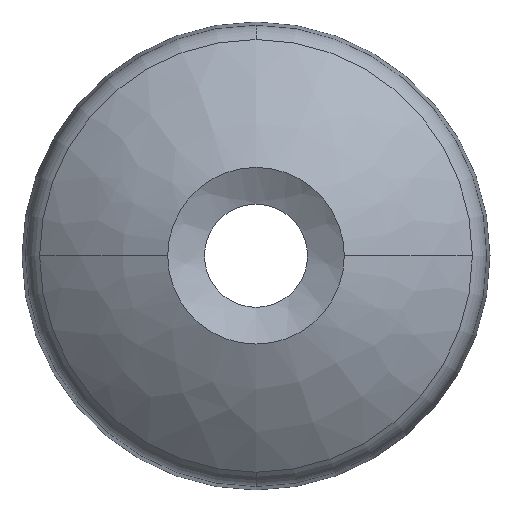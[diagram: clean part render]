
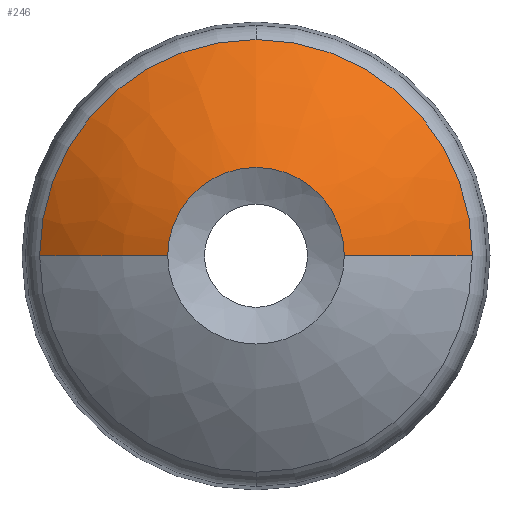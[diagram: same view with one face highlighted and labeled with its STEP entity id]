
A CAD part, top view. The second image highlights one B-rep face of the part: STEP entity #246.
In plain terms, the highlighted free-form (B-spline) face has degree [3, 3] with [4, 4] control points.
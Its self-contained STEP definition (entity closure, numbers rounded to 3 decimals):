
#2 = EDGE_CURVE ( 'NONE', #157, #328, #400, .T. ) ;
#13 = VERTEX_POINT ( 'NONE', #305 ) ;
#33 = CARTESIAN_POINT ( 'NONE',  ( 22.422, 44.845, 12.442 ) ) ;
#59 = AXIS2_PLACEMENT_3D ( 'NONE', #107, #317, #420 ) ;
#64 = VERTEX_POINT ( 'NONE', #188 ) ;
#73 = ORIENTED_EDGE ( 'NONE', *, *, #128, .F. ) ;
#82 = DIRECTION ( 'NONE',  ( 0., 1., 0. ) ) ;
#87 = CARTESIAN_POINT ( 'NONE',  ( -11.063, 0., -37.743 ) ) ;
#97 = EDGE_CURVE ( 'NONE', #13, #361, #121, .T. ) ;
#100 = CARTESIAN_POINT ( 'NONE',  ( -22.422, 0., 12.442 ) ) ;
#107 = CARTESIAN_POINT ( 'NONE',  ( 11.063, 0., -37.743 ) ) ;
#121 = CIRCLE ( 'NONE', #646, 60. ) ;
#128 = EDGE_CURVE ( 'NONE', #64, #13, #682, .T. ) ;
#144 = CARTESIAN_POINT ( 'NONE',  ( 0., 0., 18. ) ) ;
#147 = CARTESIAN_POINT ( 'NONE',  ( -16.997, 33.994, 15.665 ) ) ;
#157 = VERTEX_POINT ( 'NONE', #454 ) ;
#188 = CARTESIAN_POINT ( 'NONE',  ( 0., 27.277, 8.41 ) ) ;
#231 = AXIS2_PLACEMENT_3D ( 'NONE', #144, #501, #563 ) ;
#246 = ADVANCED_FACE ( 'NONE', ( #536 ), #281, .T. ) ;
#259 = CARTESIAN_POINT ( 'NONE',  ( 27.277, 54.553, 8.41 ) ) ;
#281 =( BOUNDED_SURFACE ( )  B_SPLINE_SURFACE ( 3, 3, ( 
 ( #471, #581, #259, #517 ),
 ( #100, #529, #33, #521 ),
 ( #297, #147, #525, #665 ),
 ( #464, #356, #304, #402 ) ),
 .UNSPECIFIED., .F., .F., .T. ) 
 B_SPLINE_SURFACE_WITH_KNOTS ( ( 4, 4 ),
 ( 4, 4 ),
 ( 0., 1. ),
 ( 0., 1. ),
 .UNSPECIFIED. ) 
 GEOMETRIC_REPRESENTATION_ITEM ( )  RATIONAL_B_SPLINE_SURFACE ( (
 ( 1., 0.333, 0.333, 1.),
 ( 0.992, 0.331, 0.331, 0.992),
 ( 0.992, 0.331, 0.331, 0.992),
 ( 1., 0.333, 0.333, 1.) ) ) 
 REPRESENTATION_ITEM ( '' )  SURFACE ( )  );
#295 = DIRECTION ( 'NONE',  ( 0., -1., 0. ) ) ;
#297 = CARTESIAN_POINT ( 'NONE',  ( -16.997, 0., 15.665 ) ) ;
#304 = CARTESIAN_POINT ( 'NONE',  ( 11.134, 22.268, 18. ) ) ;
#305 = CARTESIAN_POINT ( 'NONE',  ( 27.277, 0., 8.41 ) ) ;
#317 = DIRECTION ( 'NONE',  ( 0., 1., 0. ) ) ;
#328 = VERTEX_POINT ( 'NONE', #474 ) ;
#330 = AXIS2_PLACEMENT_3D ( 'NONE', #656, #340, #612 ) ;
#340 = DIRECTION ( 'NONE',  ( 0., 0., -1. ) ) ;
#356 = CARTESIAN_POINT ( 'NONE',  ( -11.134, 22.268, 18. ) ) ;
#361 = VERTEX_POINT ( 'NONE', #531 ) ;
#391 = DIRECTION ( 'NONE',  ( 0., 0., -1. ) ) ;
#392 = CIRCLE ( 'NONE', #330, 27.277 ) ;
#400 = CIRCLE ( 'NONE', #59, 60. ) ;
#402 = CARTESIAN_POINT ( 'NONE',  ( 11.134, 0., 18. ) ) ;
#420 = DIRECTION ( 'NONE',  ( -1., 0., 0. ) ) ;
#441 = EDGE_LOOP ( 'NONE', ( #446, #73, #497, #664, #479 ) ) ;
#446 = ORIENTED_EDGE ( 'NONE', *, *, #97, .F. ) ;
#454 = CARTESIAN_POINT ( 'NONE',  ( -27.277, 0., 8.41 ) ) ;
#464 = CARTESIAN_POINT ( 'NONE',  ( -11.134, 0., 18. ) ) ;
#471 = CARTESIAN_POINT ( 'NONE',  ( -27.277, 0., 8.41 ) ) ;
#474 = CARTESIAN_POINT ( 'NONE',  ( -11.134, 0., 18. ) ) ;
#479 = ORIENTED_EDGE ( 'NONE', *, *, #655, .T. ) ;
#484 = CIRCLE ( 'NONE', #231, 11.134 ) ;
#497 = ORIENTED_EDGE ( 'NONE', *, *, #685, .F. ) ;
#501 = DIRECTION ( 'NONE',  ( 0., 0., -1. ) ) ;
#510 = DIRECTION ( 'NONE',  ( 1., 0., 0. ) ) ;
#517 = CARTESIAN_POINT ( 'NONE',  ( 27.277, 0., 8.41 ) ) ;
#521 = CARTESIAN_POINT ( 'NONE',  ( 22.422, 0., 12.442 ) ) ;
#525 = CARTESIAN_POINT ( 'NONE',  ( 16.997, 33.994, 15.665 ) ) ;
#529 = CARTESIAN_POINT ( 'NONE',  ( -22.422, 44.845, 12.442 ) ) ;
#531 = CARTESIAN_POINT ( 'NONE',  ( 11.134, 0., 18. ) ) ;
#536 = FACE_OUTER_BOUND ( 'NONE', #441, .T. ) ;
#563 = DIRECTION ( 'NONE',  ( -1., 0., 0. ) ) ;
#565 = CARTESIAN_POINT ( 'NONE',  ( 0., 0., 8.41 ) ) ;
#581 = CARTESIAN_POINT ( 'NONE',  ( -27.277, 54.553, 8.41 ) ) ;
#600 = AXIS2_PLACEMENT_3D ( 'NONE', #565, #391, #82 ) ;
#612 = DIRECTION ( 'NONE',  ( 0., 1., 0. ) ) ;
#646 = AXIS2_PLACEMENT_3D ( 'NONE', #87, #295, #510 ) ;
#655 = EDGE_CURVE ( 'NONE', #328, #361, #484, .T. ) ;
#656 = CARTESIAN_POINT ( 'NONE',  ( 0., 0., 8.41 ) ) ;
#664 = ORIENTED_EDGE ( 'NONE', *, *, #2, .T. ) ;
#665 = CARTESIAN_POINT ( 'NONE',  ( 16.997, 0., 15.665 ) ) ;
#682 = CIRCLE ( 'NONE', #600, 27.277 ) ;
#685 = EDGE_CURVE ( 'NONE', #157, #64, #392, .T. ) ;
